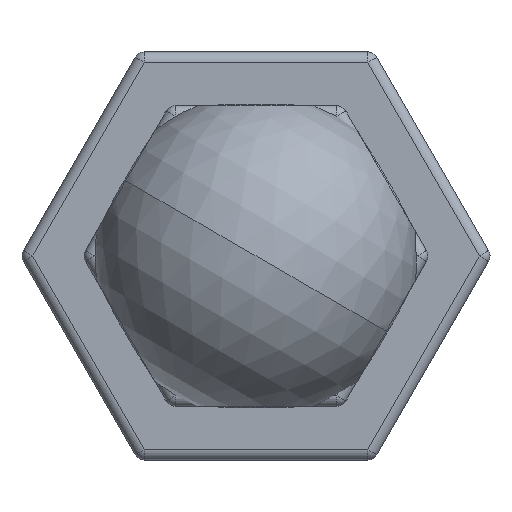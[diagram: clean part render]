
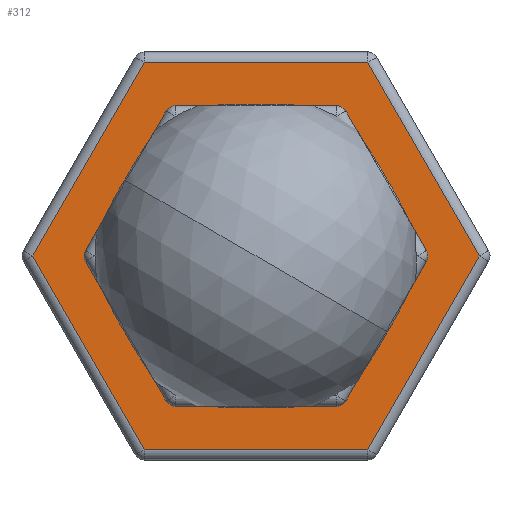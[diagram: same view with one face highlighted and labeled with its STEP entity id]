
A CAD part, front view. The second image highlights one B-rep face of the part: STEP entity #312.
In plain terms, the highlighted planar face has unit normal (0, -1, 0).
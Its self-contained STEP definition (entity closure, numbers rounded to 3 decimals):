
#40 = CIRCLE ( 'NONE', #1017, 5.5 ) ;
#69 = PLANE ( 'NONE',  #522 ) ;
#115 = CARTESIAN_POINT ( 'NONE',  ( -7.794, -5., 4.5 ) ) ;
#182 = EDGE_CURVE ( 'NONE', #746, #453, #2284, .T. ) ;
#197 = DIRECTION ( 'NONE',  ( 0., 1., 0. ) ) ;
#243 = VERTEX_POINT ( 'NONE', #1585 ) ;
#257 = CARTESIAN_POINT ( 'NONE',  ( -7.794, -5., -4.5 ) ) ;
#265 = CARTESIAN_POINT ( 'NONE',  ( 0., -5., 0. ) ) ;
#280 = ORIENTED_EDGE ( 'NONE', *, *, #1479, .T. ) ;
#303 = DIRECTION ( 'NONE',  ( 0.5, 0., 0.866 ) ) ;
#311 = VERTEX_POINT ( 'NONE', #2686 ) ;
#312 = ADVANCED_FACE ( 'NONE', ( #1180, #2042 ), #69, .F. ) ;
#341 = VECTOR ( 'NONE', #417, 1000. ) ;
#345 = VECTOR ( 'NONE', #303, 1000. ) ;
#417 = DIRECTION ( 'NONE',  ( 0.5, 0., -0.866 ) ) ;
#443 = EDGE_LOOP ( 'NONE', ( #545, #1712 ) ) ;
#446 = EDGE_CURVE ( 'NONE', #311, #778, #2716, .T. ) ;
#453 = VERTEX_POINT ( 'NONE', #2329 ) ;
#465 = CARTESIAN_POINT ( 'NONE',  ( 5.196, -5., 9. ) ) ;
#504 = ORIENTED_EDGE ( 'NONE', *, *, #2335, .T. ) ;
#522 = AXIS2_PLACEMENT_3D ( 'NONE', #1840, #2701, #991 ) ;
#545 = ORIENTED_EDGE ( 'NONE', *, *, #2305, .T. ) ;
#556 = LINE ( 'NONE', #637, #2828 ) ;
#572 = AXIS2_PLACEMENT_3D ( 'NONE', #890, #197, #2007 ) ;
#580 = EDGE_LOOP ( 'NONE', ( #504, #2304, #1528, #280, #1069, #2470 ) ) ;
#624 = VECTOR ( 'NONE', #2268, 1000. ) ;
#637 = CARTESIAN_POINT ( 'NONE',  ( 7.794, -5., 4.5 ) ) ;
#703 = DIRECTION ( 'NONE',  ( 0., 1., 0. ) ) ;
#746 = VERTEX_POINT ( 'NONE', #1034 ) ;
#747 = VERTEX_POINT ( 'NONE', #1766 ) ;
#778 = VERTEX_POINT ( 'NONE', #1503 ) ;
#802 = LINE ( 'NONE', #2330, #2651 ) ;
#890 = CARTESIAN_POINT ( 'NONE',  ( 0., -5., 0. ) ) ;
#991 = DIRECTION ( 'NONE',  ( 0., 0., 1. ) ) ;
#1017 = AXIS2_PLACEMENT_3D ( 'NONE', #265, #703, #2028 ) ;
#1034 = CARTESIAN_POINT ( 'NONE',  ( -5.196, -5., 9. ) ) ;
#1043 = DIRECTION ( 'NONE',  ( -1., 0., 0. ) ) ;
#1069 = ORIENTED_EDGE ( 'NONE', *, *, #446, .T. ) ;
#1156 = CARTESIAN_POINT ( 'NONE',  ( 0., -5., -5.5 ) ) ;
#1180 = FACE_BOUND ( 'NONE', #443, .T. ) ;
#1358 = DIRECTION ( 'NONE',  ( -0.5, 0., 0.866 ) ) ;
#1479 = EDGE_CURVE ( 'NONE', #243, #311, #1955, .T. ) ;
#1503 = CARTESIAN_POINT ( 'NONE',  ( 10.392, -5., 0. ) ) ;
#1528 = ORIENTED_EDGE ( 'NONE', *, *, #1703, .T. ) ;
#1564 = VECTOR ( 'NONE', #2719, 1000. ) ;
#1585 = CARTESIAN_POINT ( 'NONE',  ( -5.196, -5., -9. ) ) ;
#1621 = EDGE_CURVE ( 'NONE', #747, #1954, #1831, .T. ) ;
#1703 = EDGE_CURVE ( 'NONE', #453, #243, #2228, .T. ) ;
#1712 = ORIENTED_EDGE ( 'NONE', *, *, #1621, .T. ) ;
#1766 = CARTESIAN_POINT ( 'NONE',  ( 0., -5., 5.5 ) ) ;
#1831 = CIRCLE ( 'NONE', #572, 5.5 ) ;
#1840 = CARTESIAN_POINT ( 'NONE',  ( 0., -5., 0. ) ) ;
#1954 = VERTEX_POINT ( 'NONE', #1156 ) ;
#1955 = LINE ( 'NONE', #2357, #1564 ) ;
#2007 = DIRECTION ( 'NONE',  ( 0., 0., 1. ) ) ;
#2028 = DIRECTION ( 'NONE',  ( 0., 0., 1. ) ) ;
#2042 = FACE_OUTER_BOUND ( 'NONE', #580, .T. ) ;
#2228 = LINE ( 'NONE', #257, #341 ) ;
#2268 = DIRECTION ( 'NONE',  ( -0.5, 0., -0.866 ) ) ;
#2284 = LINE ( 'NONE', #115, #624 ) ;
#2304 = ORIENTED_EDGE ( 'NONE', *, *, #182, .T. ) ;
#2305 = EDGE_CURVE ( 'NONE', #1954, #747, #40, .T. ) ;
#2329 = CARTESIAN_POINT ( 'NONE',  ( -10.392, -5., 0. ) ) ;
#2330 = CARTESIAN_POINT ( 'NONE',  ( 0., -5., 9. ) ) ;
#2335 = EDGE_CURVE ( 'NONE', #2766, #746, #802, .T. ) ;
#2357 = CARTESIAN_POINT ( 'NONE',  ( 0., -5., -9. ) ) ;
#2470 = ORIENTED_EDGE ( 'NONE', *, *, #2671, .T. ) ;
#2540 = CARTESIAN_POINT ( 'NONE',  ( 7.794, -5., -4.5 ) ) ;
#2651 = VECTOR ( 'NONE', #1043, 1000. ) ;
#2671 = EDGE_CURVE ( 'NONE', #778, #2766, #556, .T. ) ;
#2686 = CARTESIAN_POINT ( 'NONE',  ( 5.196, -5., -9. ) ) ;
#2701 = DIRECTION ( 'NONE',  ( 0., 1., 0. ) ) ;
#2716 = LINE ( 'NONE', #2540, #345 ) ;
#2719 = DIRECTION ( 'NONE',  ( 1., 0., 0. ) ) ;
#2766 = VERTEX_POINT ( 'NONE', #465 ) ;
#2828 = VECTOR ( 'NONE', #1358, 1000. ) ;
